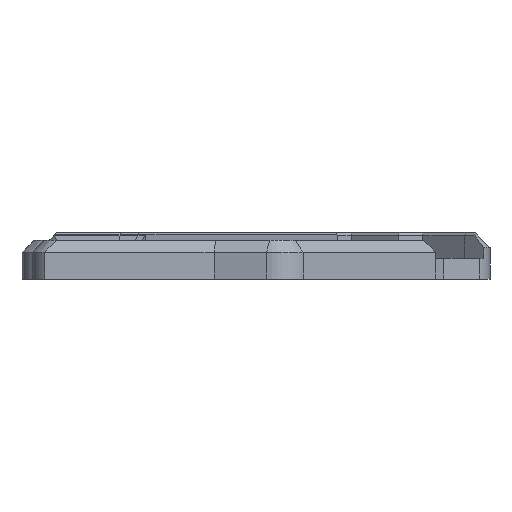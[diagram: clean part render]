
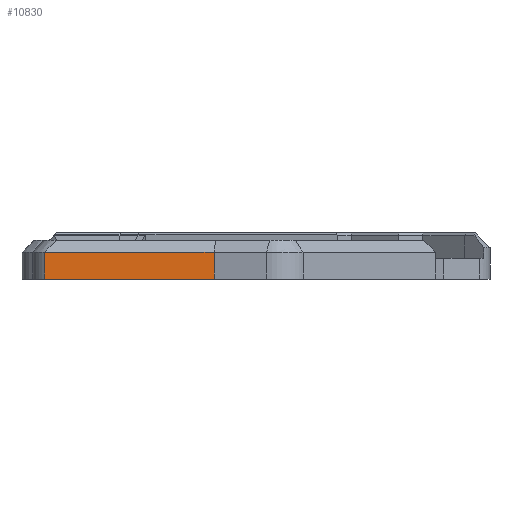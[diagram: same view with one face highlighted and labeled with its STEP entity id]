
A CAD part, left-side view. The second image highlights one B-rep face of the part: STEP entity #10830.
In plain terms, the highlighted planar face has unit normal (-1, 0, 0).
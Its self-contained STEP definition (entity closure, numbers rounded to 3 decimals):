
#494=PLANE('',#11433);
#980=FACE_OUTER_BOUND('',#1683,.T.);
#1683=EDGE_LOOP('',(#8962,#8963,#8964,#8965));
#3026=LINE('',#16868,#4384);
#3117=LINE('',#17565,#4475);
#3119=LINE('',#17569,#4477);
#3120=LINE('',#17570,#4478);
#4384=VECTOR('',#12910,10.);
#4475=VECTOR('',#13073,10.);
#4477=VECTOR('',#13077,10.);
#4478=VECTOR('',#13078,10.);
#5788=VERTEX_POINT('',#16865);
#5789=VERTEX_POINT('',#16867);
#5890=VERTEX_POINT('',#17564);
#5891=VERTEX_POINT('',#17568);
#6915=EDGE_CURVE('',#5789,#5788,#3026,.T.);
#7057=EDGE_CURVE('',#5890,#5789,#3117,.T.);
#7059=EDGE_CURVE('',#5788,#5891,#3119,.T.);
#7060=EDGE_CURVE('',#5890,#5891,#3120,.T.);
#8962=ORIENTED_EDGE('',*,*,#6915,.T.);
#8963=ORIENTED_EDGE('',*,*,#7059,.T.);
#8964=ORIENTED_EDGE('',*,*,#7060,.F.);
#8965=ORIENTED_EDGE('',*,*,#7057,.T.);
#10830=ADVANCED_FACE('',(#980),#494,.T.);
#11433=AXIS2_PLACEMENT_3D('',#17567,#13075,#13076);
#12910=DIRECTION('',(0.,-1.,0.));
#13073=DIRECTION('',(0.,0.,-1.));
#13075=DIRECTION('center_axis',(-1.,0.,0.));
#13076=DIRECTION('ref_axis',(0.,-1.,0.));
#13077=DIRECTION('',(0.,0.,1.));
#13078=DIRECTION('',(0.,-1.,0.));
#16865=CARTESIAN_POINT('',(-1.832,-57.225,-5.));
#16867=CARTESIAN_POINT('',(-1.832,-0.614,-5.));
#16868=CARTESIAN_POINT('',(-1.832,-35.827,-5.));
#17564=CARTESIAN_POINT('',(-1.832,-0.614,4.));
#17565=CARTESIAN_POINT('',(-1.832,-0.614,0.));
#17567=CARTESIAN_POINT('Origin',(-1.832,-0.614,0.));
#17568=CARTESIAN_POINT('',(-1.832,-57.225,4.));
#17569=CARTESIAN_POINT('',(-1.832,-57.225,0.));
#17570=CARTESIAN_POINT('',(-1.832,-35.827,4.));
